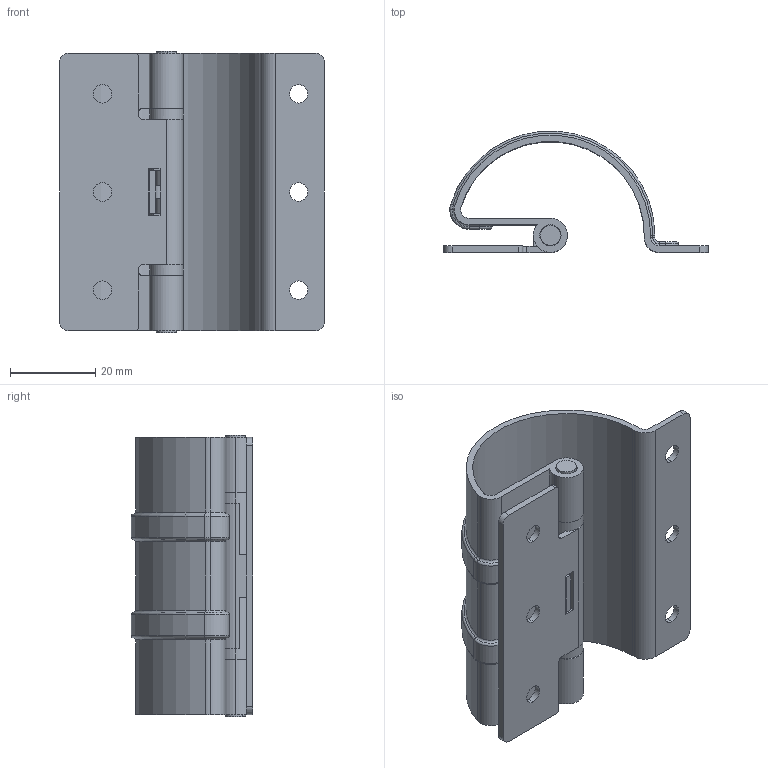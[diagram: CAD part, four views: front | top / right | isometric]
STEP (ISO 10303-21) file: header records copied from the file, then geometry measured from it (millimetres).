
FILE_DESCRIPTION (( 'STEP AP203' ), '1' );
FILE_NAME ('B-1509-2.STEP', '2015-09-17T01:07:53', ( '' ), ( '' ), 'SwSTEP 2.0', 'SolidWorks 2012', '' );
FILE_SCHEMA (( 'CONFIG_CONTROL_DESIGN' ));
Length unit declared in the file: millimetre
Products named in the file (6): B-1509-2; B-1509-2僾儔僌__僾儔僌R; B-1509-2僾儔僌__僾儔僌L; B-1509-2シャフト_; B-1509-2ヒンジB_; B-1509-2ヒンジA_
Assembly tree (6 placements, depth 2):
  B-1509-2
    B-1509-2ヒンジA_
    B-1509-2ヒンジB_
    B-1509-2シャフト_  x2
    B-1509-2僾儔僌__僾儔僌L
    B-1509-2僾儔僌__僾儔僌R
Bounding box: 62 x 28.44 x 66 mm (x, y, z)
Volume: 15244.9 mm3; surface area: 20805.2 mm2
Topology: 6 solids, 6 shells, 220 faces, 538 edges, 330 vertices
Faces by surface type: cylinder 110, plane 62, torus 44, cone 4
Entity records: 7030 total; most frequent: DIRECTION 1244, CARTESIAN_POINT 1067, ORIENTED_EDGE 1048, EDGE_CURVE 524, AXIS2_PLACEMENT_3D 499, VERTEX_POINT 322, CIRCLE 278, VECTOR 246
